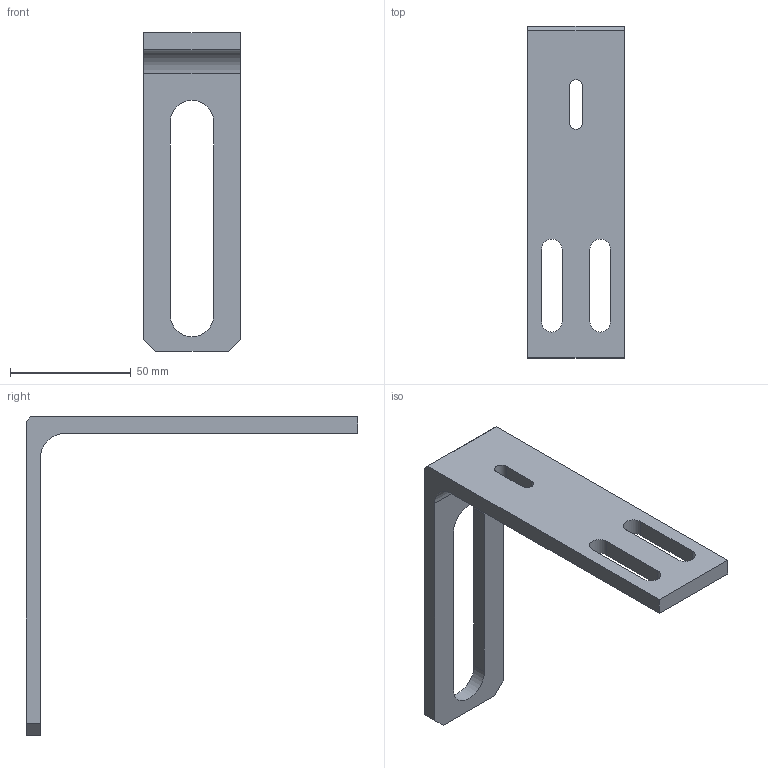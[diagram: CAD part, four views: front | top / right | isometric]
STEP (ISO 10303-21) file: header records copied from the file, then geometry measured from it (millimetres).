
FILE_DESCRIPTION (( 'STEP AP214' ), '1' );
FILE_NAME ('Nosac_Senzora_Diffuse.STEP', '2023-07-02T17:12:58', ( '' ), ( '' ), 'SwSTEP 2.0', 'SolidWorks 2020', '' );
FILE_SCHEMA (( 'AUTOMOTIVE_DESIGN' ));
Length unit declared in the file: millimetre
Products named in the file (1): Nosac_Senzora_Diffuse
Bounding box: 40 x 137.5 x 132 mm (x, y, z)
Volume: 53853.4 mm3; surface area: 22715.9 mm2
Topology: 1 solids, 1 shells, 29 faces, 81 edges, 54 vertices
Faces by surface type: plane 19, cylinder 10
Entity records: 985 total; most frequent: CARTESIAN_POINT 165, ORIENTED_EDGE 162, DIRECTION 161, EDGE_CURVE 81, VECTOR 61, LINE 61, VERTEX_POINT 54, AXIS2_PLACEMENT_3D 50
